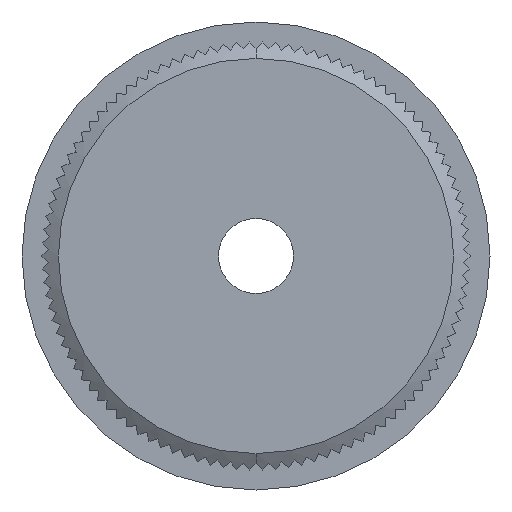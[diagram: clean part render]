
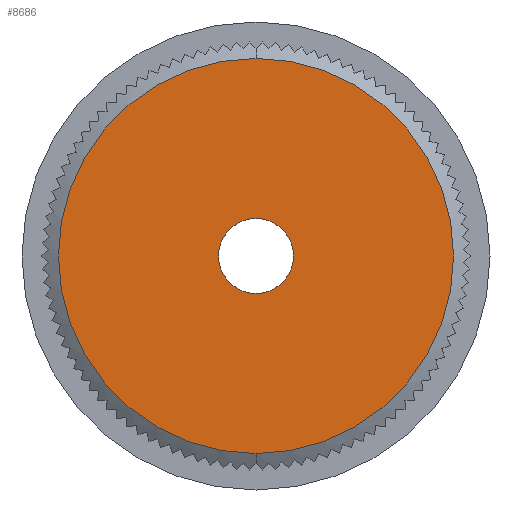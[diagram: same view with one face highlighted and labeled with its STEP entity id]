
A CAD part, front view. The second image highlights one B-rep face of the part: STEP entity #8686.
In plain terms, the highlighted planar face has unit normal (0, -1, 0).
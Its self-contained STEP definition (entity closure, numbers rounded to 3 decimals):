
#53 = EDGE_LOOP ( 'NONE', ( #4946, #6792 ) ) ;
#968 = CIRCLE ( 'NONE', #10173, 17.9 ) ;
#1056 = CARTESIAN_POINT ( 'NONE',  ( 0., 0., 0. ) ) ;
#1095 = FACE_BOUND ( 'NONE', #9442, .T. ) ;
#1362 = CIRCLE ( 'NONE', #10569, 3.4 ) ;
#1426 = DIRECTION ( 'NONE',  ( 0., 0., 1. ) ) ;
#1576 = CARTESIAN_POINT ( 'NONE',  ( 0., 0., 0. ) ) ;
#1927 = FACE_OUTER_BOUND ( 'NONE', #53, .T. ) ;
#1981 = CARTESIAN_POINT ( 'NONE',  ( 0., 0., 0. ) ) ;
#2479 = CARTESIAN_POINT ( 'NONE',  ( 0., 0., -3.4 ) ) ;
#2815 = PLANE ( 'NONE',  #8101 ) ;
#3017 = EDGE_CURVE ( 'NONE', #7415, #4597, #6273, .T. ) ;
#3100 = CARTESIAN_POINT ( 'NONE',  ( 0., 0., 0. ) ) ;
#3477 = EDGE_CURVE ( 'NONE', #9738, #6554, #968, .T. ) ;
#3785 = AXIS2_PLACEMENT_3D ( 'NONE', #1576, #9222, #4226 ) ;
#4226 = DIRECTION ( 'NONE',  ( 0., 0., -1. ) ) ;
#4597 = VERTEX_POINT ( 'NONE', #7090 ) ;
#4946 = ORIENTED_EDGE ( 'NONE', *, *, #3477, .T. ) ;
#5356 = DIRECTION ( 'NONE',  ( 0., 0., 1. ) ) ;
#5797 = CARTESIAN_POINT ( 'NONE',  ( 0., 0., 0. ) ) ;
#5851 = DIRECTION ( 'NONE',  ( 0., -1., 0. ) ) ;
#6043 = EDGE_CURVE ( 'NONE', #4597, #7415, #1362, .T. ) ;
#6273 = CIRCLE ( 'NONE', #3785, 3.4 ) ;
#6361 = CIRCLE ( 'NONE', #9544, 17.9 ) ;
#6450 = ORIENTED_EDGE ( 'NONE', *, *, #3017, .F. ) ;
#6478 = DIRECTION ( 'NONE',  ( 0., -1., 0. ) ) ;
#6554 = VERTEX_POINT ( 'NONE', #10169 ) ;
#6792 = ORIENTED_EDGE ( 'NONE', *, *, #9991, .T. ) ;
#7078 = DIRECTION ( 'NONE',  ( 0., 1., 0. ) ) ;
#7090 = CARTESIAN_POINT ( 'NONE',  ( 0., 0., 3.4 ) ) ;
#7415 = VERTEX_POINT ( 'NONE', #2479 ) ;
#8101 = AXIS2_PLACEMENT_3D ( 'NONE', #1981, #7078, #5356 ) ;
#8455 = ORIENTED_EDGE ( 'NONE', *, *, #6043, .F. ) ;
#8523 = DIRECTION ( 'NONE',  ( 0., -1., 0. ) ) ;
#8578 = CARTESIAN_POINT ( 'NONE',  ( 0., 0., 17.9 ) ) ;
#8686 = ADVANCED_FACE ( 'NONE', ( #1095, #1927 ), #2815, .F. ) ;
#9222 = DIRECTION ( 'NONE',  ( 0., -1., 0. ) ) ;
#9416 = DIRECTION ( 'NONE',  ( 0., 0., 1. ) ) ;
#9442 = EDGE_LOOP ( 'NONE', ( #6450, #8455 ) ) ;
#9544 = AXIS2_PLACEMENT_3D ( 'NONE', #5797, #5851, #1426 ) ;
#9738 = VERTEX_POINT ( 'NONE', #8578 ) ;
#9861 = DIRECTION ( 'NONE',  ( 0., 0., -1. ) ) ;
#9991 = EDGE_CURVE ( 'NONE', #6554, #9738, #6361, .T. ) ;
#10169 = CARTESIAN_POINT ( 'NONE',  ( 0., 0., -17.9 ) ) ;
#10173 = AXIS2_PLACEMENT_3D ( 'NONE', #1056, #8523, #9416 ) ;
#10569 = AXIS2_PLACEMENT_3D ( 'NONE', #3100, #6478, #9861 ) ;
